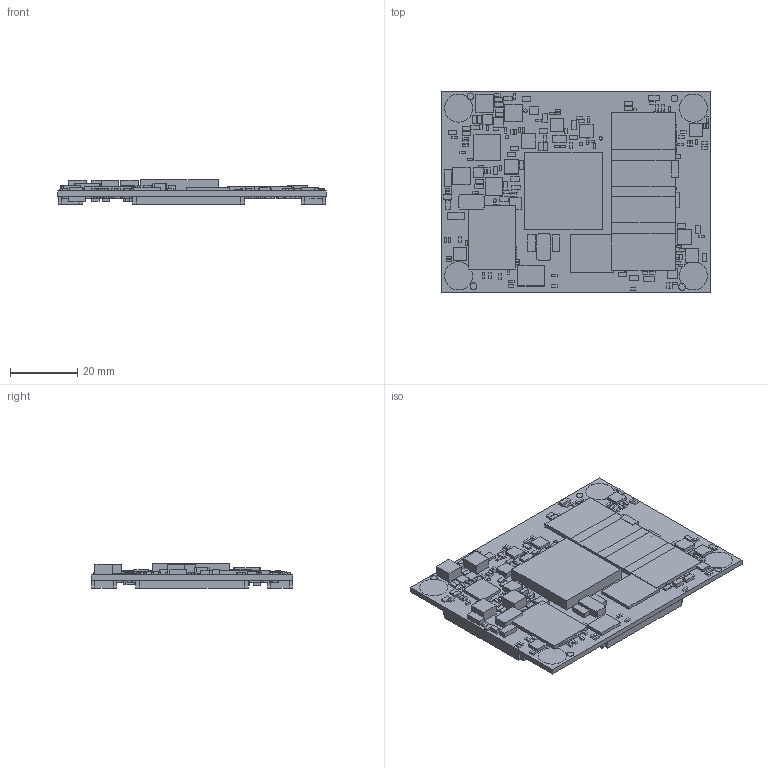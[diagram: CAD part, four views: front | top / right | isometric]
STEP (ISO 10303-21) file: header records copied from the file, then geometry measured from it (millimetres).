
FILE_DESCRIPTION(/* description */ ('PCB Design'),/* implementation_level */ '2;1');
FILE_NAME(/* name */ 'ACU3EG-step',/* time_stamp */ '2021-08-16T13:28:56+08:00',/* author */ ('ALINX-11'),/* organization */ (''),/* preprocessor_version */ 'ST-DEVELOPER v16',/* originating_system */ 'allegro_17.2S007',/* authorisation */ '');
FILE_SCHEMA (('AUTOMOTIVE_DESIGN { 1 0 10303 214 3 1 1 }'));
Length unit declared in the file: millimetre
Products named in the file (34): ACU3EG-STEP; BOARD_OUTLINE; COMPONENTS; OSC3_2X2_5; L4_2X4_2; L5_2X5_2; L0603; LED_0805; CC0805; D7343; C1206; MLP8-1; SX2-3215; DSBGA8; VSON-10; CC0402; RR0402; TSSOP8; 6-TDFN-EP; TLV62130RGT; TP; CC0603; SOT23-5; CSD87381P; VQFN64; AXK5A2137YG; VFBGA_13X11_5; TPS51200DRCR; OSC6-3225; WSON-08MM; MH_250H125; SFVC784; MT40A256M16GE-075E; FID_C40M80
Assembly tree (497 placements, depth 3):
  ACU3EG-STEP
    BOARD_OUTLINE
    COMPONENTS
      OSC3_2X2_5
      L4_2X4_2  x3
      L5_2X5_2  x4
      L0603  x6
      LED_0805  x2
      CC0805  x15
      D7343  x2
      C1206  x17
      MLP8-1
      SX2-3215
      DSBGA8
      VSON-10  x2
      CC0402  x211
      RR0402  x145
      TSSOP8
      6-TDFN-EP
      TLV62130RGT
      TP  x6
      CC0603  x43
      SOT23-5
      CSD87381P  x3
      VQFN64
      AXK5A2137YG  x4
      VFBGA_13X11_5
      TPS51200DRCR  x2
      OSC6-3225
      WSON-08MM
      MH_250H125  x4
      SFVC784
      MT40A256M16GE-075E  x5
      FID_C40M80  x8
Bounding box: 80 x 60 x 7.29 mm (x, y, z)
Surface area: 23226.8 mm2 (no closed solid volume)
Topology: 0 solids, 496 shells, 2988 faces, 6484 edges, 3992 vertices
Faces by surface type: plane 2952, cylinder 36
Entity records: 10031 total; most frequent: DIRECTION 1559, AXIS2_PLACEMENT_3D 1208, CARTESIAN_POINT 854, ORIENTED_EDGE 828, PRODUCT_DEFINITION_SHAPE 531, ITEM_DEFINED_TRANSFORMATION 497, CONTEXT_DEPENDENT_SHAPE_REPRESENTATION 497, NEXT_ASSEMBLY_USAGE_OCCURRENCE 497
